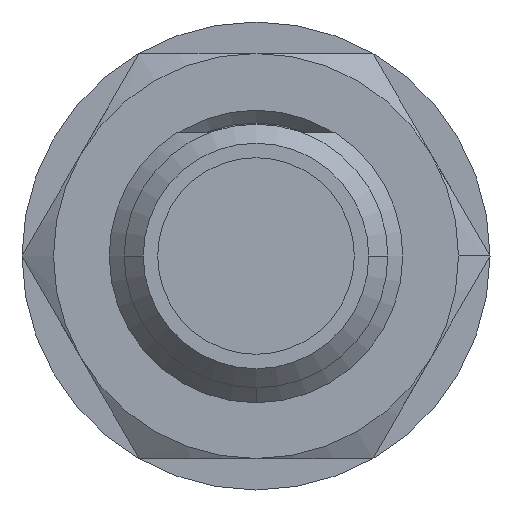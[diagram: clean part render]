
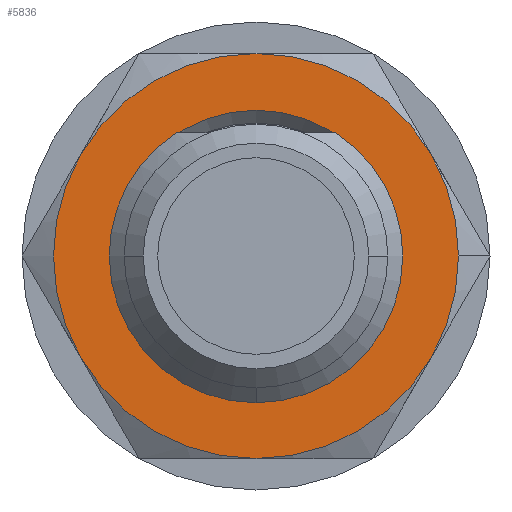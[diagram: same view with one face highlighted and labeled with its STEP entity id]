
A CAD part, left-side view. The second image highlights one B-rep face of the part: STEP entity #5836.
In plain terms, the highlighted planar face has unit normal (-1, 0, 0).
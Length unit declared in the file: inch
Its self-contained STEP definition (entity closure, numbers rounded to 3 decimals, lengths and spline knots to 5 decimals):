
#75 = CARTESIAN_POINT ( 'NONE',  ( 0., 0., 0. ) ) ;
#100 = DIRECTION ( 'NONE',  ( 0., 0.866, 0.5 ) ) ;
#133 = CARTESIAN_POINT ( 'NONE',  ( 0., -0.16229, 0.0937 ) ) ;
#236 = DIRECTION ( 'NONE',  ( 0., 0., 1. ) ) ;
#265 = DIRECTION ( 'NONE',  ( 0., 0., -1. ) ) ;
#292 = ORIENTED_EDGE ( 'NONE', *, *, #1997, .T. ) ;
#392 = DIRECTION ( 'NONE',  ( 0., -0.866, 0.5 ) ) ;
#560 = DIRECTION ( 'NONE',  ( 0., 1., 0. ) ) ;
#637 = FACE_OUTER_BOUND ( 'NONE', #5516, .T. ) ;
#661 = CARTESIAN_POINT ( 'NONE',  ( 0., 0., 0. ) ) ;
#725 = EDGE_CURVE ( 'NONE', #2670, #1573, #3805, .T. ) ;
#968 = AXIS2_PLACEMENT_3D ( 'NONE', #6906, #5271, #2051 ) ;
#1153 = VERTEX_POINT ( 'NONE', #6422 ) ;
#1172 = DIRECTION ( 'NONE',  ( 1., 0., 0. ) ) ;
#1226 = ORIENTED_EDGE ( 'NONE', *, *, #5828, .T. ) ;
#1384 = ORIENTED_EDGE ( 'NONE', *, *, #4959, .T. ) ;
#1519 = AXIS2_PLACEMENT_3D ( 'NONE', #2780, #1172, #4457 ) ;
#1531 = VERTEX_POINT ( 'NONE', #133 ) ;
#1573 = VERTEX_POINT ( 'NONE', #5101 ) ;
#1612 = CARTESIAN_POINT ( 'NONE',  ( 0., -0.16229, -0.0937 ) ) ;
#1663 = CARTESIAN_POINT ( 'NONE',  ( 0., 0.13484, 0. ) ) ;
#1813 = AXIS2_PLACEMENT_3D ( 'NONE', #75, #2380, #6470 ) ;
#1867 = DIRECTION ( 'NONE',  ( -1., 0., 0. ) ) ;
#1997 = EDGE_CURVE ( 'NONE', #3408, #2188, #5168, .T. ) ;
#2051 = DIRECTION ( 'NONE',  ( 0., -0.866, -0.5 ) ) ;
#2188 = VERTEX_POINT ( 'NONE', #2907 ) ;
#2195 = CIRCLE ( 'NONE', #968, 0.1874 ) ;
#2207 = AXIS2_PLACEMENT_3D ( 'NONE', #3582, #6326, #392 ) ;
#2210 = EDGE_CURVE ( 'NONE', #1153, #2551, #4251, .T. ) ;
#2310 = CIRCLE ( 'NONE', #2985, 0.1874 ) ;
#2380 = DIRECTION ( 'NONE',  ( -1., 0., 0. ) ) ;
#2433 = EDGE_CURVE ( 'NONE', #4201, #4649, #3594, .T. ) ;
#2435 = CIRCLE ( 'NONE', #2207, 0.1874 ) ;
#2551 = VERTEX_POINT ( 'NONE', #4648 ) ;
#2670 = VERTEX_POINT ( 'NONE', #4183 ) ;
#2780 = CARTESIAN_POINT ( 'NONE',  ( 0., 0., 0. ) ) ;
#2867 = DIRECTION ( 'NONE',  ( -1., 0., 0. ) ) ;
#2907 = CARTESIAN_POINT ( 'NONE',  ( 0., -0.1874, 0. ) ) ;
#2970 = CIRCLE ( 'NONE', #1519, 0.13484 ) ;
#2985 = AXIS2_PLACEMENT_3D ( 'NONE', #661, #4972, #100 ) ;
#3205 = AXIS2_PLACEMENT_3D ( 'NONE', #5395, #3711, #4391 ) ;
#3210 = CARTESIAN_POINT ( 'NONE',  ( 0., 0., 0. ) ) ;
#3242 = DIRECTION ( 'NONE',  ( 0., -1., 0. ) ) ;
#3302 = CARTESIAN_POINT ( 'NONE',  ( 0., 0., 0. ) ) ;
#3408 = VERTEX_POINT ( 'NONE', #1612 ) ;
#3418 = CIRCLE ( 'NONE', #5986, 0.1874 ) ;
#3582 = CARTESIAN_POINT ( 'NONE',  ( 0., 0., 0. ) ) ;
#3594 = CIRCLE ( 'NONE', #5932, 0.1874 ) ;
#3711 = DIRECTION ( 'NONE',  ( 1., 0., 0. ) ) ;
#3727 = CARTESIAN_POINT ( 'NONE',  ( 0., 0., 0.1874 ) ) ;
#3742 = VERTEX_POINT ( 'NONE', #1663 ) ;
#3805 = CIRCLE ( 'NONE', #6812, 0.13484 ) ;
#3886 = EDGE_CURVE ( 'NONE', #2551, #3408, #3418, .T. ) ;
#3966 = CARTESIAN_POINT ( 'NONE',  ( 0., 0.16229, 0.0937 ) ) ;
#4054 = EDGE_CURVE ( 'NONE', #3742, #2670, #2970, .T. ) ;
#4183 = CARTESIAN_POINT ( 'NONE',  ( 0., -0.13484, 0. ) ) ;
#4201 = VERTEX_POINT ( 'NONE', #3727 ) ;
#4238 = PLANE ( 'NONE',  #4327 ) ;
#4251 = CIRCLE ( 'NONE', #1813, 0.1874 ) ;
#4295 = CARTESIAN_POINT ( 'NONE',  ( 0., 0., 0. ) ) ;
#4327 = AXIS2_PLACEMENT_3D ( 'NONE', #3302, #6503, #560 ) ;
#4391 = DIRECTION ( 'NONE',  ( 0., -1., 0. ) ) ;
#4457 = DIRECTION ( 'NONE',  ( 0., 1., 0. ) ) ;
#4536 = CARTESIAN_POINT ( 'NONE',  ( 0., 0., 0. ) ) ;
#4621 = ORIENTED_EDGE ( 'NONE', *, *, #2210, .T. ) ;
#4648 = CARTESIAN_POINT ( 'NONE',  ( 0., 0., -0.1874 ) ) ;
#4649 = VERTEX_POINT ( 'NONE', #3966 ) ;
#4959 = EDGE_CURVE ( 'NONE', #4649, #1153, #2310, .T. ) ;
#4972 = DIRECTION ( 'NONE',  ( -1., 0., 0. ) ) ;
#5101 = CARTESIAN_POINT ( 'NONE',  ( 0., 0., -0.13484 ) ) ;
#5134 = EDGE_CURVE ( 'NONE', #2188, #1531, #2195, .T. ) ;
#5165 = DIRECTION ( 'NONE',  ( -1., 0., 0. ) ) ;
#5168 = CIRCLE ( 'NONE', #6716, 0.1874 ) ;
#5271 = DIRECTION ( 'NONE',  ( -1., 0., 0. ) ) ;
#5341 = DIRECTION ( 'NONE',  ( 1., 0., 0. ) ) ;
#5395 = CARTESIAN_POINT ( 'NONE',  ( 0., 0., 0. ) ) ;
#5447 = CARTESIAN_POINT ( 'NONE',  ( 0., 0., 0. ) ) ;
#5516 = EDGE_LOOP ( 'NONE', ( #6152, #6776, #1384, #4621, #6276, #292, #6228 ) ) ;
#5828 = EDGE_CURVE ( 'NONE', #1573, #3742, #6322, .T. ) ;
#5836 = ADVANCED_FACE ( 'NONE', ( #5958, #637 ), #4238, .F. ) ;
#5916 = ORIENTED_EDGE ( 'NONE', *, *, #725, .T. ) ;
#5932 = AXIS2_PLACEMENT_3D ( 'NONE', #4295, #2867, #236 ) ;
#5958 = FACE_BOUND ( 'NONE', #6667, .T. ) ;
#5986 = AXIS2_PLACEMENT_3D ( 'NONE', #5447, #5165, #265 ) ;
#6131 = DIRECTION ( 'NONE',  ( 0., -0.866, -0.5 ) ) ;
#6152 = ORIENTED_EDGE ( 'NONE', *, *, #6742, .T. ) ;
#6228 = ORIENTED_EDGE ( 'NONE', *, *, #5134, .T. ) ;
#6276 = ORIENTED_EDGE ( 'NONE', *, *, #3886, .T. ) ;
#6322 = CIRCLE ( 'NONE', #3205, 0.13484 ) ;
#6326 = DIRECTION ( 'NONE',  ( -1., 0., 0. ) ) ;
#6406 = ORIENTED_EDGE ( 'NONE', *, *, #4054, .T. ) ;
#6422 = CARTESIAN_POINT ( 'NONE',  ( 0., 0.16229, -0.0937 ) ) ;
#6470 = DIRECTION ( 'NONE',  ( 0., 0.866, -0.5 ) ) ;
#6503 = DIRECTION ( 'NONE',  ( 1., 0., 0. ) ) ;
#6667 = EDGE_LOOP ( 'NONE', ( #5916, #1226, #6406 ) ) ;
#6716 = AXIS2_PLACEMENT_3D ( 'NONE', #4536, #1867, #6131 ) ;
#6742 = EDGE_CURVE ( 'NONE', #1531, #4201, #2435, .T. ) ;
#6776 = ORIENTED_EDGE ( 'NONE', *, *, #2433, .T. ) ;
#6812 = AXIS2_PLACEMENT_3D ( 'NONE', #3210, #5341, #3242 ) ;
#6906 = CARTESIAN_POINT ( 'NONE',  ( 0., 0., 0. ) ) ;
